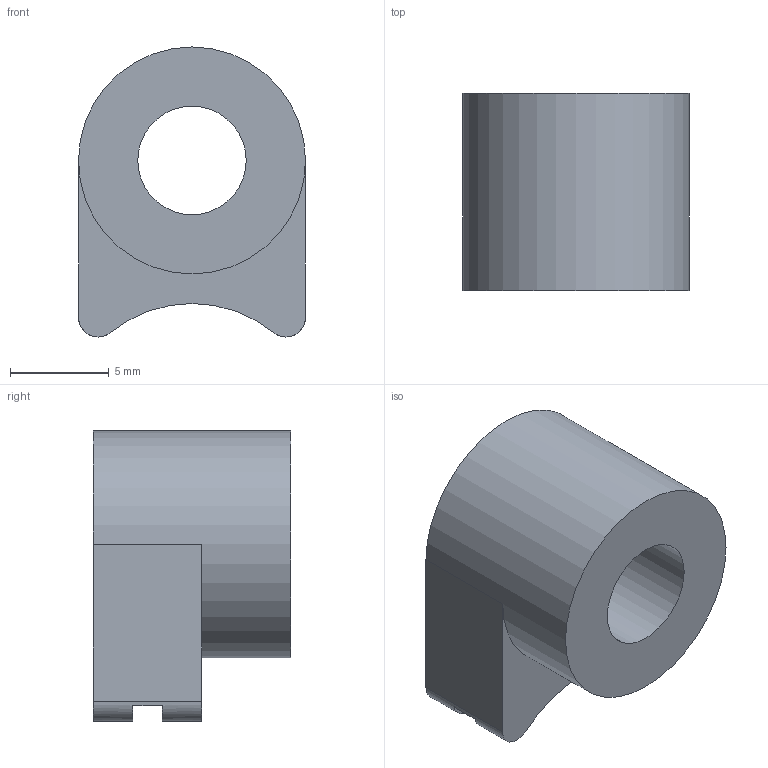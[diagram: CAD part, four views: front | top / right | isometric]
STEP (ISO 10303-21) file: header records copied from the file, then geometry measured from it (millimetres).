
FILE_DESCRIPTION(/* description */ (''),/* implementation_level */ '2;1');
FILE_NAME(/* name */ '2b32dd4a-e4b3-4261-b818-9aeb6939db8b.stp',/* time_stamp */ '2019-05-09T16:16:17+00:00',/* author */ (''),/* organization */ (''),/* preprocessor_version */ 'ST-DEVELOPER v18',/* originating_system */ 'Autodesk Translation Framework v8.2.0.1029',/* authorisation */ '');
FILE_SCHEMA (('AUTOMOTIVE_DESIGN { 1 0 10303 214 3 1 1 }'));
Length unit declared in the file: millimetre
Products named in the file (1): Piezo_mount_on_small_solenoid
Bounding box: 11.5 x 10 x 14.7 mm (x, y, z)
Volume: 996.6 mm3; surface area: 871.3 mm2
Topology: 1 solids, 1 shells, 14 faces, 35 edges, 23 vertices
Faces by surface type: cylinder 7, plane 7
Full cylindrical faces by diameter (mm): 5.5 x1, 11.5 x1
Entity records: 467 total; most frequent: DIRECTION 84, CARTESIAN_POINT 73, ORIENTED_EDGE 70, EDGE_CURVE 35, AXIS2_PLACEMENT_3D 34, VERTEX_POINT 23, CIRCLE 19, EDGE_LOOP 16
